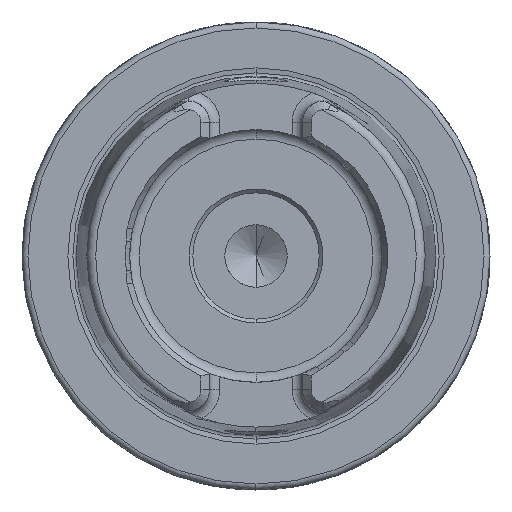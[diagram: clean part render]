
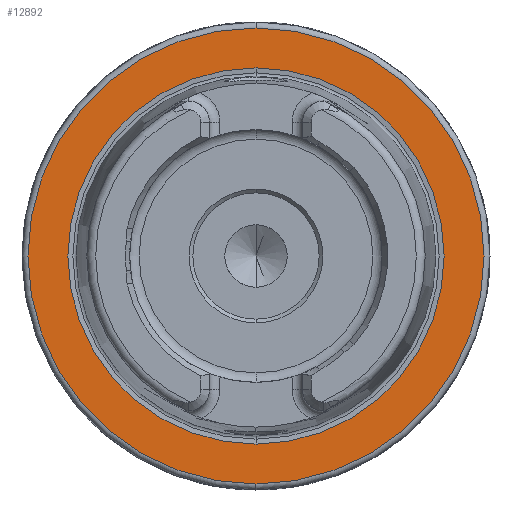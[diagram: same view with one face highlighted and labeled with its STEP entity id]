
A CAD part, left-side view. The second image highlights one B-rep face of the part: STEP entity #12892.
In plain terms, the highlighted planar face has unit normal (-1, 0, 0).
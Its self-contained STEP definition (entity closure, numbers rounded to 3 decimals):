
#776 = CARTESIAN_POINT ( 'NONE',  ( 0., 0., -25.324 ) ) ;
#782 = CARTESIAN_POINT ( 'NONE',  ( 0., 0., -30.7 ) ) ;
#810 = CARTESIAN_POINT ( 'NONE',  ( 0., 0., 30.7 ) ) ;
#894 = CARTESIAN_POINT ( 'NONE',  ( 0., 0., 25.324 ) ) ;
#1477 = EDGE_CURVE ( 'NONE', #8040, #8014, #10728, .T. ) ;
#1478 = EDGE_CURVE ( 'NONE', #7828, #8046, #10729, .T. ) ;
#1677 = EDGE_CURVE ( 'NONE', #8046, #7828, #11059, .T. ) ;
#1717 = EDGE_CURVE ( 'NONE', #8014, #8040, #11109, .T. ) ;
#3064 = AXIS2_PLACEMENT_3D ( 'NONE', #13317, #13316, #13315 ) ;
#3065 = AXIS2_PLACEMENT_3D ( 'NONE', #13314, #13313, #13312 ) ;
#3111 = AXIS2_PLACEMENT_3D ( 'NONE', #12363, #12362, #12361 ) ;
#3136 = AXIS2_PLACEMENT_3D ( 'NONE', #11783, #11792, #11776 ) ;
#3887 = ORIENTED_EDGE ( 'NONE', *, *, #1478, .F. ) ;
#3888 = ORIENTED_EDGE ( 'NONE', *, *, #1677, .F. ) ;
#3889 = ORIENTED_EDGE ( 'NONE', *, *, #1717, .T. ) ;
#3890 = ORIENTED_EDGE ( 'NONE', *, *, #1477, .T. ) ;
#4816 = DIRECTION ( 'NONE',  ( 1., 0., 0. ) ) ;
#4824 = CARTESIAN_POINT ( 'NONE',  ( 0., 30.7, 0. ) ) ;
#4826 = PLANE ( 'NONE',  #8929 ) ;
#4828 = DIRECTION ( 'NONE',  ( 0., 0., -1. ) ) ;
#5419 = FACE_BOUND ( 'NONE', #6135, .T. ) ;
#5420 = FACE_OUTER_BOUND ( 'NONE', #6134, .T. ) ;
#6134 = EDGE_LOOP ( 'NONE', ( #3889, #3890 ) ) ;
#6135 = EDGE_LOOP ( 'NONE', ( #3887, #3888 ) ) ;
#7828 = VERTEX_POINT ( 'NONE', #894 ) ;
#8014 = VERTEX_POINT ( 'NONE', #810 ) ;
#8040 = VERTEX_POINT ( 'NONE', #782 ) ;
#8046 = VERTEX_POINT ( 'NONE', #776 ) ;
#8929 = AXIS2_PLACEMENT_3D ( 'NONE', #4824, #4816, #4828 ) ;
#10728 = CIRCLE ( 'NONE', #3064, 30.7 ) ;
#10729 = CIRCLE ( 'NONE', #3065, 25.324 ) ;
#11059 = CIRCLE ( 'NONE', #3111, 25.324 ) ;
#11109 = CIRCLE ( 'NONE', #3136, 30.7 ) ;
#11776 = DIRECTION ( 'NONE',  ( 0., 0., 1. ) ) ;
#11783 = CARTESIAN_POINT ( 'NONE',  ( 0., 0., 0. ) ) ;
#11792 = DIRECTION ( 'NONE',  ( -1., 0., 0. ) ) ;
#12361 = DIRECTION ( 'NONE',  ( 0., 0., 1. ) ) ;
#12362 = DIRECTION ( 'NONE',  ( -1., 0., 0. ) ) ;
#12363 = CARTESIAN_POINT ( 'NONE',  ( 0., 0., 0. ) ) ;
#12892 = ADVANCED_FACE ( 'NONE', ( #5419, #5420 ), #4826, .F. ) ;
#13312 = DIRECTION ( 'NONE',  ( 0., 0., 1. ) ) ;
#13313 = DIRECTION ( 'NONE',  ( -1., 0., 0. ) ) ;
#13314 = CARTESIAN_POINT ( 'NONE',  ( 0., 0., 0. ) ) ;
#13315 = DIRECTION ( 'NONE',  ( 0., 0., 1. ) ) ;
#13316 = DIRECTION ( 'NONE',  ( -1., 0., 0. ) ) ;
#13317 = CARTESIAN_POINT ( 'NONE',  ( 0., 0., 0. ) ) ;
